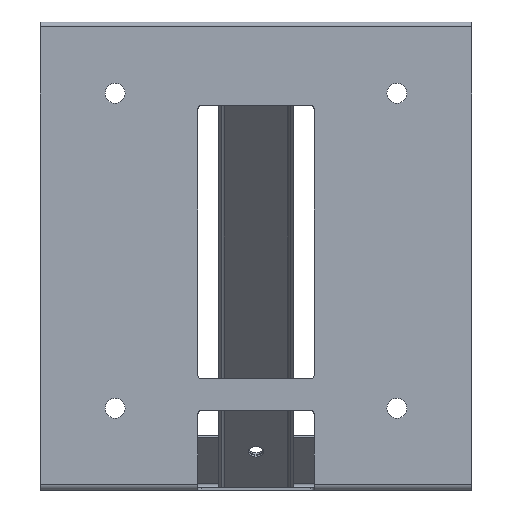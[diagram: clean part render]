
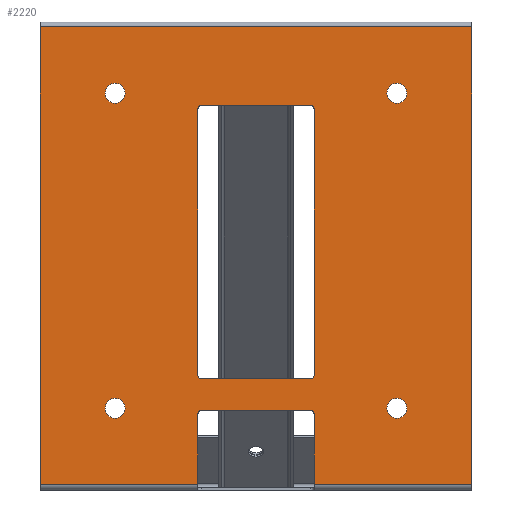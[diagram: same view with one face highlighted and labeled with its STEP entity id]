
A CAD part, front view. The second image highlights one B-rep face of the part: STEP entity #2220.
In plain terms, the highlighted planar face has unit normal (0, -1, 0).
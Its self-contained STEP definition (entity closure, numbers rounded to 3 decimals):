
#186=CIRCLE('',#2448,2.);
#187=CIRCLE('',#2449,2.);
#188=CIRCLE('',#2450,2.);
#189=CIRCLE('',#2451,2.);
#190=CIRCLE('',#2452,2.);
#191=CIRCLE('',#2453,2.);
#192=CIRCLE('',#2454,6.);
#193=CIRCLE('',#2455,6.);
#194=CIRCLE('',#2456,6.);
#195=CIRCLE('',#2457,6.);
#480=ORIENTED_EDGE('',*,*,#1025,.T.);
#481=ORIENTED_EDGE('',*,*,#1026,.T.);
#482=ORIENTED_EDGE('',*,*,#1027,.T.);
#483=ORIENTED_EDGE('',*,*,#1028,.T.);
#484=ORIENTED_EDGE('',*,*,#1029,.T.);
#485=ORIENTED_EDGE('',*,*,#1030,.T.);
#486=ORIENTED_EDGE('',*,*,#1031,.T.);
#487=ORIENTED_EDGE('',*,*,#1032,.T.);
#488=ORIENTED_EDGE('',*,*,#1033,.F.);
#489=ORIENTED_EDGE('',*,*,#1034,.T.);
#490=ORIENTED_EDGE('',*,*,#1035,.F.);
#491=ORIENTED_EDGE('',*,*,#1036,.T.);
#492=ORIENTED_EDGE('',*,*,#1037,.F.);
#493=ORIENTED_EDGE('',*,*,#1038,.T.);
#494=ORIENTED_EDGE('',*,*,#966,.T.);
#495=ORIENTED_EDGE('',*,*,#1039,.T.);
#496=ORIENTED_EDGE('',*,*,#960,.T.);
#497=ORIENTED_EDGE('',*,*,#943,.T.);
#498=ORIENTED_EDGE('',*,*,#1040,.F.);
#499=ORIENTED_EDGE('',*,*,#1041,.F.);
#500=ORIENTED_EDGE('',*,*,#1042,.F.);
#501=ORIENTED_EDGE('',*,*,#1043,.F.);
#943=EDGE_CURVE('',#1226,#1224,#1436,.T.);
#960=EDGE_CURVE('',#1239,#1226,#1447,.T.);
#966=EDGE_CURVE('',#1245,#1244,#1451,.T.);
#1025=EDGE_CURVE('',#1299,#1300,#1469,.T.);
#1026=EDGE_CURVE('',#1300,#1301,#186,.F.);
#1027=EDGE_CURVE('',#1301,#1302,#1470,.T.);
#1028=EDGE_CURVE('',#1302,#1303,#187,.F.);
#1029=EDGE_CURVE('',#1303,#1304,#1471,.T.);
#1030=EDGE_CURVE('',#1304,#1305,#188,.F.);
#1031=EDGE_CURVE('',#1305,#1306,#1472,.T.);
#1032=EDGE_CURVE('',#1306,#1299,#189,.F.);
#1033=EDGE_CURVE('',#1307,#1224,#1473,.T.);
#1034=EDGE_CURVE('',#1307,#1308,#190,.F.);
#1035=EDGE_CURVE('',#1309,#1308,#1474,.F.);
#1036=EDGE_CURVE('',#1309,#1310,#191,.F.);
#1037=EDGE_CURVE('',#1311,#1310,#1475,.F.);
#1038=EDGE_CURVE('',#1311,#1245,#1476,.T.);
#1039=EDGE_CURVE('',#1244,#1239,#1477,.T.);
#1040=EDGE_CURVE('',#1312,#1312,#192,.T.);
#1041=EDGE_CURVE('',#1313,#1313,#193,.T.);
#1042=EDGE_CURVE('',#1314,#1314,#194,.T.);
#1043=EDGE_CURVE('',#1315,#1315,#195,.T.);
#1224=VERTEX_POINT('',#3463);
#1226=VERTEX_POINT('',#3466);
#1239=VERTEX_POINT('',#3498);
#1244=VERTEX_POINT('',#3509);
#1245=VERTEX_POINT('',#3511);
#1299=VERTEX_POINT('',#3626);
#1300=VERTEX_POINT('',#3627);
#1301=VERTEX_POINT('',#3629);
#1302=VERTEX_POINT('',#3631);
#1303=VERTEX_POINT('',#3633);
#1304=VERTEX_POINT('',#3635);
#1305=VERTEX_POINT('',#3637);
#1306=VERTEX_POINT('',#3639);
#1307=VERTEX_POINT('',#3642);
#1308=VERTEX_POINT('',#3644);
#1309=VERTEX_POINT('',#3646);
#1310=VERTEX_POINT('',#3648);
#1311=VERTEX_POINT('',#3650);
#1312=VERTEX_POINT('',#3654);
#1313=VERTEX_POINT('',#3656);
#1314=VERTEX_POINT('',#3658);
#1315=VERTEX_POINT('',#3660);
#1436=LINE('',#3465,#1592);
#1447=LINE('',#3497,#1603);
#1451=LINE('',#3510,#1607);
#1469=LINE('',#3625,#1625);
#1470=LINE('',#3630,#1626);
#1471=LINE('',#3634,#1627);
#1472=LINE('',#3638,#1628);
#1473=LINE('',#3641,#1629);
#1474=LINE('',#3645,#1630);
#1475=LINE('',#3649,#1631);
#1476=LINE('',#3651,#1632);
#1477=LINE('',#3652,#1633);
#1592=VECTOR('',#2774,1000.);
#1603=VECTOR('',#2801,1000.);
#1607=VECTOR('',#2811,1000.);
#1625=VECTOR('',#2915,1000.);
#1626=VECTOR('',#2918,1000.);
#1627=VECTOR('',#2921,1000.);
#1628=VECTOR('',#2924,1000.);
#1629=VECTOR('',#2927,1000.);
#1630=VECTOR('',#2930,1000.);
#1631=VECTOR('',#2933,1000.);
#1632=VECTOR('',#2934,1000.);
#1633=VECTOR('',#2935,1000.);
#1764=EDGE_LOOP('',(#480,#481,#482,#483,#484,#485,#486,#487));
#1765=EDGE_LOOP('',(#488,#489,#490,#491,#492,#493,#494,#495,#496,#497));
#1766=EDGE_LOOP('',(#498));
#1767=EDGE_LOOP('',(#499));
#1768=EDGE_LOOP('',(#500));
#1769=EDGE_LOOP('',(#501));
#1988=FACE_BOUND('',#1764,.T.);
#1989=FACE_BOUND('',#1765,.T.);
#1990=FACE_BOUND('',#1766,.T.);
#1991=FACE_BOUND('',#1767,.T.);
#1992=FACE_BOUND('',#1768,.T.);
#1993=FACE_BOUND('',#1769,.T.);
#2168=PLANE('',#2447);
#2220=ADVANCED_FACE('',(#1988,#1989,#1990,#1991,#1992,#1993),#2168,.T.);
#2447=AXIS2_PLACEMENT_3D('',#3624,#2913,#2914);
#2448=AXIS2_PLACEMENT_3D('',#3628,#2916,#2917);
#2449=AXIS2_PLACEMENT_3D('',#3632,#2919,#2920);
#2450=AXIS2_PLACEMENT_3D('',#3636,#2922,#2923);
#2451=AXIS2_PLACEMENT_3D('',#3640,#2925,#2926);
#2452=AXIS2_PLACEMENT_3D('',#3643,#2928,#2929);
#2453=AXIS2_PLACEMENT_3D('',#3647,#2931,#2932);
#2454=AXIS2_PLACEMENT_3D('',#3653,#2936,#2937);
#2455=AXIS2_PLACEMENT_3D('',#3655,#2938,#2939);
#2456=AXIS2_PLACEMENT_3D('',#3657,#2940,#2941);
#2457=AXIS2_PLACEMENT_3D('',#3659,#2942,#2943);
#2774=DIRECTION('',(1.,0.,0.));
#2801=DIRECTION('',(0.,0.,-1.));
#2811=DIRECTION('',(0.,0.,1.));
#2913=DIRECTION('',(0.,-1.,0.));
#2914=DIRECTION('',(0.,0.,-1.));
#2915=DIRECTION('',(1.,0.,0.));
#2916=DIRECTION('',(0.,-1.,0.));
#2917=DIRECTION('',(0.,0.,-1.));
#2918=DIRECTION('',(0.,0.,-1.));
#2919=DIRECTION('',(0.,-1.,0.));
#2920=DIRECTION('',(0.,0.,-1.));
#2921=DIRECTION('',(-1.,0.,0.));
#2922=DIRECTION('',(0.,-1.,0.));
#2923=DIRECTION('',(0.,0.,-1.));
#2924=DIRECTION('',(0.,0.,1.));
#2925=DIRECTION('',(0.,-1.,0.));
#2926=DIRECTION('',(0.,0.,-1.));
#2927=DIRECTION('',(0.,0.,-1.));
#2928=DIRECTION('',(0.,-1.,0.));
#2929=DIRECTION('',(0.,0.,-1.));
#2930=DIRECTION('',(1.,0.,0.));
#2931=DIRECTION('',(0.,-1.,0.));
#2932=DIRECTION('',(0.,0.,-1.));
#2933=DIRECTION('',(0.,0.,-1.));
#2934=DIRECTION('',(1.,0.,0.));
#2935=DIRECTION('',(-1.,0.,0.));
#2936=DIRECTION('',(0.,-1.,0.));
#2937=DIRECTION('',(0.,0.,1.));
#2938=DIRECTION('',(0.,-1.,0.));
#2939=DIRECTION('',(0.,0.,1.));
#2940=DIRECTION('',(0.,-1.,0.));
#2941=DIRECTION('',(0.,0.,1.));
#2942=DIRECTION('',(0.,-1.,0.));
#2943=DIRECTION('',(0.,0.,1.));
#3463=CARTESIAN_POINT('',(-35.,-1.5,-107.5));
#3465=CARTESIAN_POINT('',(-130.,-1.5,-107.5));
#3466=CARTESIAN_POINT('',(-130.,-1.5,-107.5));
#3497=CARTESIAN_POINT('',(-130.,-1.5,174.));
#3498=CARTESIAN_POINT('',(-130.,-1.5,168.257));
#3509=CARTESIAN_POINT('',(130.,-1.5,168.257));
#3510=CARTESIAN_POINT('',(130.,-1.5,-111.));
#3511=CARTESIAN_POINT('',(130.,-1.5,-107.5));
#3624=CARTESIAN_POINT('',(0.,-1.5,0.));
#3625=CARTESIAN_POINT('',(-35.,-1.5,121.));
#3626=CARTESIAN_POINT('',(-33.,-1.5,121.));
#3627=CARTESIAN_POINT('',(33.,-1.5,121.));
#3628=CARTESIAN_POINT('',(33.,-1.5,119.));
#3629=CARTESIAN_POINT('',(35.,-1.5,119.));
#3630=CARTESIAN_POINT('',(35.,-1.5,121.));
#3631=CARTESIAN_POINT('',(35.,-1.5,-42.));
#3632=CARTESIAN_POINT('',(33.,-1.5,-42.));
#3633=CARTESIAN_POINT('',(33.,-1.5,-44.));
#3634=CARTESIAN_POINT('',(-35.,-1.5,-44.));
#3635=CARTESIAN_POINT('',(-33.,-1.5,-44.));
#3636=CARTESIAN_POINT('',(-33.,-1.5,-42.));
#3637=CARTESIAN_POINT('',(-35.,-1.5,-42.));
#3638=CARTESIAN_POINT('',(-35.,-1.5,-44.));
#3639=CARTESIAN_POINT('',(-35.,-1.5,119.));
#3640=CARTESIAN_POINT('',(-33.,-1.5,119.));
#3641=CARTESIAN_POINT('',(-35.,-1.5,0.));
#3642=CARTESIAN_POINT('',(-35.,-1.5,-65.));
#3643=CARTESIAN_POINT('',(-33.,-1.5,-65.));
#3644=CARTESIAN_POINT('',(-33.,-1.5,-63.));
#3645=CARTESIAN_POINT('',(0.,-1.5,-63.));
#3646=CARTESIAN_POINT('',(33.,-1.5,-63.));
#3647=CARTESIAN_POINT('',(33.,-1.5,-65.));
#3648=CARTESIAN_POINT('',(35.,-1.5,-65.));
#3649=CARTESIAN_POINT('',(35.,-1.5,0.));
#3650=CARTESIAN_POINT('',(35.,-1.5,-107.5));
#3651=CARTESIAN_POINT('',(-130.,-1.5,-107.5));
#3652=CARTESIAN_POINT('',(130.,-1.5,168.257));
#3653=CARTESIAN_POINT('',(85.,-1.5,-61.75));
#3654=CARTESIAN_POINT('',(85.,-1.5,-55.75));
#3655=CARTESIAN_POINT('',(85.,-1.5,128.25));
#3656=CARTESIAN_POINT('',(85.,-1.5,134.25));
#3657=CARTESIAN_POINT('',(-85.,-1.5,128.25));
#3658=CARTESIAN_POINT('',(-85.,-1.5,134.25));
#3659=CARTESIAN_POINT('',(-85.,-1.5,-61.75));
#3660=CARTESIAN_POINT('',(-85.,-1.5,-55.75));
